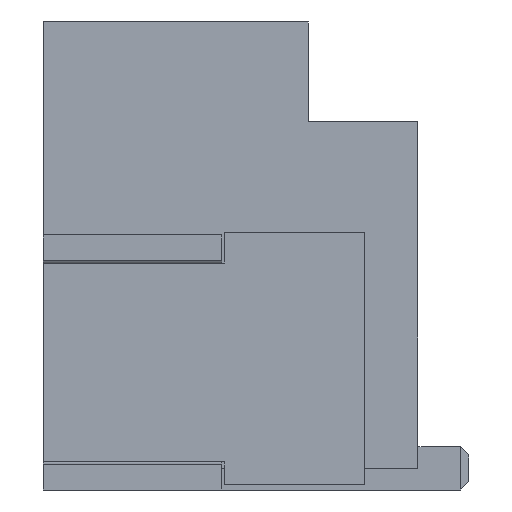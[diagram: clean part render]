
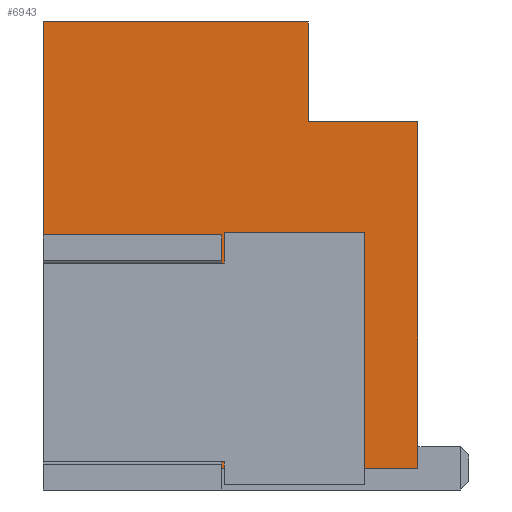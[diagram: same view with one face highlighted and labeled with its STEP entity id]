
A CAD part, left-side view. The second image highlights one B-rep face of the part: STEP entity #6943.
In plain terms, the highlighted planar face has unit normal (-1, 0, 0).
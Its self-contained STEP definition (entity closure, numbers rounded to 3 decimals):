
#680=ORIENTED_EDGE('',*,*,#2657,.F.);
#681=ORIENTED_EDGE('',*,*,#2563,.F.);
#682=ORIENTED_EDGE('',*,*,#2612,.F.);
#683=ORIENTED_EDGE('',*,*,#2650,.T.);
#684=ORIENTED_EDGE('',*,*,#2658,.T.);
#685=ORIENTED_EDGE('',*,*,#2601,.T.);
#686=ORIENTED_EDGE('',*,*,#2583,.T.);
#687=ORIENTED_EDGE('',*,*,#2565,.F.);
#688=ORIENTED_EDGE('',*,*,#2659,.T.);
#689=ORIENTED_EDGE('',*,*,#2660,.T.);
#2563=EDGE_CURVE('',#3572,#3573,#4248,.T.);
#2565=EDGE_CURVE('',#3574,#3575,#4250,.T.);
#2583=EDGE_CURVE('',#3591,#3575,#4268,.T.);
#2601=EDGE_CURVE('',#3608,#3591,#4286,.T.);
#2612=EDGE_CURVE('',#3618,#3572,#4297,.T.);
#2650=EDGE_CURVE('',#3618,#3645,#4335,.T.);
#2657=EDGE_CURVE('',#3573,#3649,#4342,.T.);
#2658=EDGE_CURVE('',#3645,#3608,#4343,.T.);
#2659=EDGE_CURVE('',#3574,#3650,#4344,.T.);
#2660=EDGE_CURVE('',#3650,#3649,#4345,.T.);
#3572=VERTEX_POINT('',#12332);
#3573=VERTEX_POINT('',#12334);
#3574=VERTEX_POINT('',#12336);
#3575=VERTEX_POINT('',#12338);
#3591=VERTEX_POINT('',#12375);
#3608=VERTEX_POINT('',#12413);
#3618=VERTEX_POINT('',#12434);
#3645=VERTEX_POINT('',#12502);
#3649=VERTEX_POINT('',#12517);
#3650=VERTEX_POINT('',#12520);
#4248=LINE('',#12333,#4991);
#4250=LINE('',#12337,#4993);
#4268=LINE('',#12374,#5011);
#4286=LINE('',#12412,#5029);
#4297=LINE('',#12435,#5040);
#4335=LINE('',#12503,#5078);
#4342=LINE('',#12516,#5085);
#4343=LINE('',#12518,#5086);
#4344=LINE('',#12519,#5087);
#4345=LINE('',#12521,#5088);
#4991=VECTOR('',#10730,1000.);
#4993=VECTOR('',#10732,1000.);
#5011=VECTOR('',#10756,1000.);
#5029=VECTOR('',#10780,1000.);
#5040=VECTOR('',#10793,1000.);
#5078=VECTOR('',#10837,1000.);
#5085=VECTOR('',#10850,1000.);
#5086=VECTOR('',#10851,1000.);
#5087=VECTOR('',#10852,1000.);
#5088=VECTOR('',#10853,1000.);
#5678=EDGE_LOOP('',(#680,#681,#682,#683,#684,#685,#686,#687,#688,#689));
#6125=FACE_BOUND('',#5678,.T.);
#6564=PLANE('',#10191);
#6943=ADVANCED_FACE('',(#6125),#6564,.T.);
#10191=AXIS2_PLACEMENT_3D('',#12515,#10848,#10849);
#10730=DIRECTION('',(0.,1.,0.));
#10732=DIRECTION('',(0.,1.,0.));
#10756=DIRECTION('',(0.,0.,-1.));
#10780=DIRECTION('',(0.,1.,0.));
#10793=DIRECTION('',(0.,0.,-1.));
#10837=DIRECTION('',(0.,1.,0.));
#10848=DIRECTION('',(-1.,0.,0.));
#10849=DIRECTION('',(0.,0.,1.));
#10850=DIRECTION('',(0.,0.,1.));
#10851=DIRECTION('',(0.,0.,1.));
#10852=DIRECTION('',(0.,0.,1.));
#10853=DIRECTION('',(0.,-1.,0.));
#12332=CARTESIAN_POINT('',(-6.077,-1.384,0.216));
#12333=CARTESIAN_POINT('',(-6.077,-1.384,0.216));
#12334=CARTESIAN_POINT('',(-6.077,-0.851,0.216));
#12336=CARTESIAN_POINT('',(-6.077,0.546,0.216));
#12337=CARTESIAN_POINT('',(-6.077,-1.384,0.216));
#12338=CARTESIAN_POINT('',(-6.077,2.349,0.216));
#12374=CARTESIAN_POINT('',(-6.077,2.349,1.588));
#12375=CARTESIAN_POINT('',(-6.077,2.349,4.661));
#12412=CARTESIAN_POINT('',(-6.077,-1.384,4.661));
#12413=CARTESIAN_POINT('',(-6.077,-0.292,4.661));
#12434=CARTESIAN_POINT('',(-6.077,-1.384,3.67));
#12435=CARTESIAN_POINT('',(-6.077,-1.384,1.588));
#12502=CARTESIAN_POINT('',(-6.077,-0.292,3.67));
#12503=CARTESIAN_POINT('',(-6.077,-1.384,3.67));
#12515=CARTESIAN_POINT('',(-6.077,-1.384,1.588));
#12516=CARTESIAN_POINT('',(-6.077,-0.851,0.055));
#12517=CARTESIAN_POINT('',(-6.077,-0.851,2.569));
#12518=CARTESIAN_POINT('',(-6.077,-0.292,3.67));
#12519=CARTESIAN_POINT('',(-6.077,0.546,0.055));
#12520=CARTESIAN_POINT('',(-6.077,0.546,2.569));
#12521=CARTESIAN_POINT('',(-6.077,0.546,2.569));
